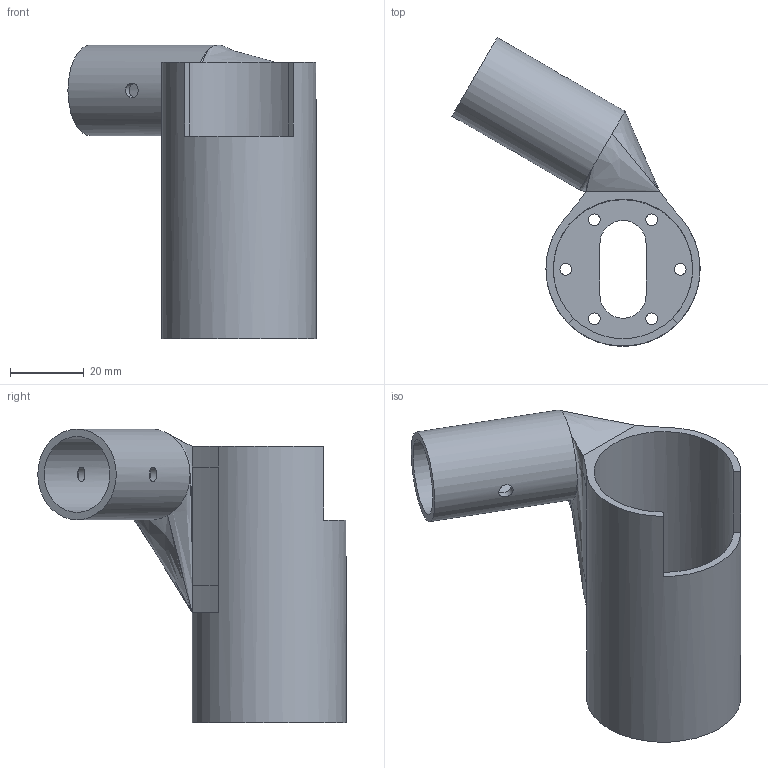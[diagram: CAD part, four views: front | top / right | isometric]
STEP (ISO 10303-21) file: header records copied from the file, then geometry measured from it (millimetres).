
FILE_DESCRIPTION(/* description */ (''),/* implementation_level */ '2;1');
FILE_NAME(/* name */ 'WMS Center Left.stp',/* time_stamp */ '2020-12-05T18:08:24+01:00',/* author */ (''),/* organization */ (''),/* preprocessor_version */ 'ST-DEVELOPER v18.1',/* originating_system */ 'Autodesk Translation Framework v9.3.0.1241',/* authorisation */ '');
FILE_SCHEMA (('AUTOMOTIVE_DESIGN { 1 0 10303 214 3 1 1 }'));
Length unit declared in the file: millimetre
Products named in the file (1): WMS - Center - Left
Bounding box: 67.29 x 83.65 x 79.7 mm (x, y, z)
Volume: 34187.5 mm3; surface area: 26629.4 mm2
Topology: 1 solids, 1 shells, 34 faces, 103 edges, 70 vertices
Faces by surface type: cylinder 18, plane 12, bspline 4
Full cylindrical faces by diameter (mm): 3.2 x6, 4 x2, 20.6 x1, 24.6 x1, 37.8 x1, 41.8 x1
Entity records: 1491 total; most frequent: CARTESIAN_POINT 477, ORIENTED_EDGE 206, DIRECTION 197, EDGE_CURVE 103, AXIS2_PLACEMENT_3D 76, VERTEX_POINT 70, EDGE_LOOP 51, CIRCLE 45
